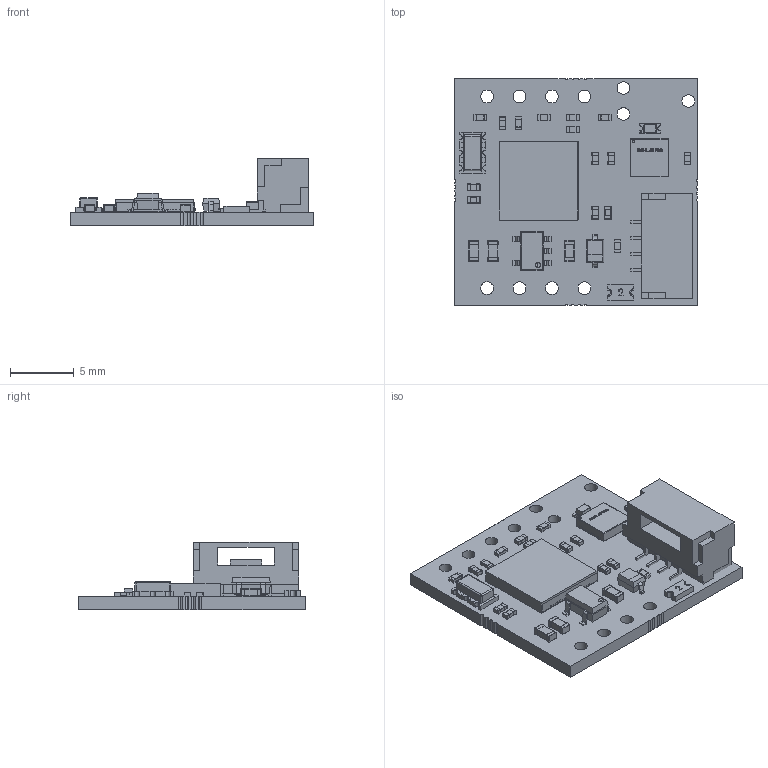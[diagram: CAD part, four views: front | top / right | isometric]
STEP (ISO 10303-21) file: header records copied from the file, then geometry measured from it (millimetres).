
FILE_DESCRIPTION(('Open CASCADE Model'),'2;1');
FILE_NAME('Open CASCADE Shape Model','2020-08-19T08:08:38',('Author'),( 'Open CASCADE'),'Open CASCADE STEP processor 6.8','Open CASCADE 6.8' ,'Unknown');
FILE_SCHEMA(('AUTOMOTIVE_DESIGN { 1 0 10303 214 1 1 1 1 }'));
Length unit declared in the file: millimetre
Products named in the file (45): PCB; Board; U1; 918837944; Extruded; C4; User_Library-cap_0402; C2; C9; User_Library-cap_0603_lowprofile; R5; User_Library-res0402-1; R4; R3; R1; R2; D2; User_Library-SOD-323; C8; C7; C12; C13; C11; C10; C6; C5; C3; C1; Free-Models; User_Library-TQFN-36; Leads; ComponentBody; User_Library-DFN8_3x3mm__65mm; User_Library-SOT-23-5; User_Library-SOT-23-5_pin_SOT_sot-23-6_1; User_Library-SOT-23-5_body_sot23-6_1; User_Library-CSTCR6M00G53-R0; SM04B-GHS-TB; User_Library-LED_0603_R; User_Library-LED_0603_R_Pocket002 ...
Assembly tree (63 placements, depth 4):
  PCB
    Board
    U1
      918837944
        Extruded
    C4
      User_Library-cap_0402
    C2
      User_Library-cap_0402
    C9
      User_Library-cap_0603_lowprofile
    R5
      User_Library-res0402-1
    R4
      User_Library-res0402-1
    R3
      User_Library-res0402-1
    R1
      User_Library-res0402-1
    R2
      User_Library-res0402-1
    D2
      User_Library-SOD-323
    C8
      User_Library-cap_0402
    C7
      User_Library-cap_0402
    C12
      User_Library-cap_0402
    C13
      User_Library-cap_0402
    C11
      User_Library-cap_0603_lowprofile
    C10
      User_Library-cap_0603_lowprofile
    C6
      User_Library-cap_0402
    C5
      User_Library-cap_0402
    C3
      User_Library-cap_0402
    C1
      User_Library-cap_0402
    Free-Models
      User_Library-TQFN-36
        Leads
        ComponentBody
      User_Library-DFN8_3x3mm__65mm
      User_Library-SOT-23-5
        User_Library-SOT-23-5_pin_SOT_sot-23-6_1  x5
        User_Library-SOT-23-5_body_sot23-6_1
      User_Library-CSTCR6M00G53-R0
      SM04B-GHS-TB
      User_Library-LED_0603_R
        User_Library-LED_0603_R_Pocket002
        User_Library-LED_0603_R_Pad004
        User_Library-LED_0603_R_Fillet
        User_Library-LED_0603_R_Pocket001
        User_Library-LED_0603_R_Pad
      Resettable-fuse-0805-MF-PSMF020X
Bounding box: 19 x 17.75 x 5.31 mm (x, y, z)
Volume: 530.6 mm3; surface area: 1438.2 mm2
Topology: 75 solids, 76 shells, 1741 faces, 4255 edges, 2609 vertices
Faces by surface type: plane 1160, cylinder 368, sphere 108, bspline 105
Full cylindrical faces by diameter (mm): 0.991 x3, 1 x8
Entity records: 39600 total; most frequent: CARTESIAN_POINT 7211, ORIENTED_EDGE 5152, DIRECTION 4650, EDGE_CURVE 2577, LINE 2098, VECTOR 2098, VERTEX_POINT 1673, AXIS2_PLACEMENT_3D 1276
